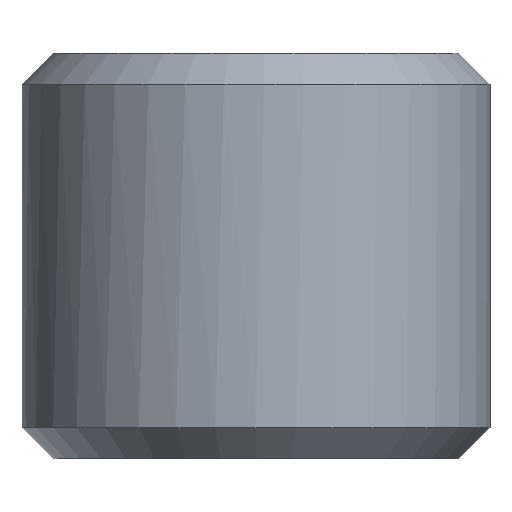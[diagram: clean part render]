
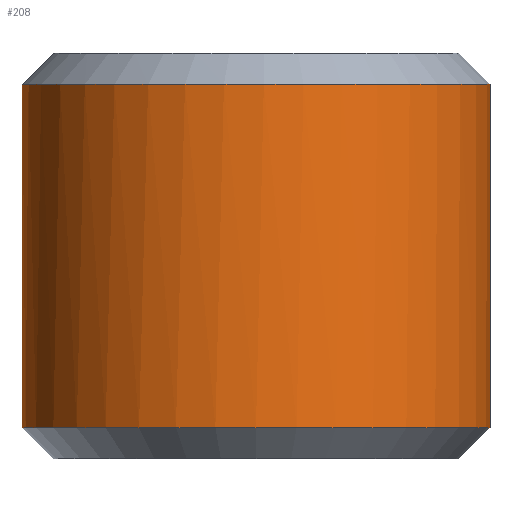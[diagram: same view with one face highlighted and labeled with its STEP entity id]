
A CAD part, front view. The second image highlights one B-rep face of the part: STEP entity #208.
In plain terms, the highlighted cylindrical face has radius 7.5 mm (diameter 15 mm), a full revolution.
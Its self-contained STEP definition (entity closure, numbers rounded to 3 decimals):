
#17=CYLINDRICAL_SURFACE('',#228,7.5);
#33=FACE_OUTER_BOUND('',#48,.T.);
#48=EDGE_LOOP('',(#155,#156,#157,#158,#159,#160,#161));
#62=LINE('',#333,#77);
#77=VECTOR('',#270,7.5);
#92=CIRCLE('',#224,7.5);
#93=CIRCLE('',#225,7.5);
#95=CIRCLE('',#229,7.5);
#96=CIRCLE('',#230,7.5);
#97=CIRCLE('',#231,7.5);
#103=VERTEX_POINT('',#318);
#104=VERTEX_POINT('',#320);
#106=VERTEX_POINT('',#327);
#107=VERTEX_POINT('',#328);
#108=VERTEX_POINT('',#330);
#122=EDGE_CURVE('',#103,#104,#92,.T.);
#123=EDGE_CURVE('',#104,#103,#93,.T.);
#125=EDGE_CURVE('',#106,#107,#95,.T.);
#126=EDGE_CURVE('',#108,#106,#96,.T.);
#127=EDGE_CURVE('',#107,#108,#97,.T.);
#128=EDGE_CURVE('',#107,#104,#62,.T.);
#155=ORIENTED_EDGE('',*,*,#125,.F.);
#156=ORIENTED_EDGE('',*,*,#126,.F.);
#157=ORIENTED_EDGE('',*,*,#127,.F.);
#158=ORIENTED_EDGE('',*,*,#128,.T.);
#159=ORIENTED_EDGE('',*,*,#122,.F.);
#160=ORIENTED_EDGE('',*,*,#123,.F.);
#161=ORIENTED_EDGE('',*,*,#128,.F.);
#208=ADVANCED_FACE('',(#33),#17,.T.);
#224=AXIS2_PLACEMENT_3D('',#321,#254,#255);
#225=AXIS2_PLACEMENT_3D('',#322,#256,#257);
#228=AXIS2_PLACEMENT_3D('',#326,#262,#263);
#229=AXIS2_PLACEMENT_3D('',#329,#264,#265);
#230=AXIS2_PLACEMENT_3D('',#331,#266,#267);
#231=AXIS2_PLACEMENT_3D('',#332,#268,#269);
#254=DIRECTION('center_axis',(0.,0.,-1.));
#255=DIRECTION('ref_axis',(1.,0.,0.));
#256=DIRECTION('center_axis',(0.,0.,-1.));
#257=DIRECTION('ref_axis',(1.,0.,0.));
#262=DIRECTION('center_axis',(0.,0.,1.));
#263=DIRECTION('ref_axis',(-1.,0.,0.));
#264=DIRECTION('center_axis',(0.,0.,1.));
#265=DIRECTION('ref_axis',(-1.,0.,0.));
#266=DIRECTION('center_axis',(0.,0.,1.));
#267=DIRECTION('ref_axis',(-1.,0.,0.));
#268=DIRECTION('center_axis',(0.,0.,1.));
#269=DIRECTION('ref_axis',(-1.,0.,0.));
#270=DIRECTION('',(0.,0.,-1.));
#318=CARTESIAN_POINT('',(-7.5,-7.119,10.346));
#320=CARTESIAN_POINT('',(7.5,-7.119,10.346));
#321=CARTESIAN_POINT('Origin',(0.,-7.119,10.346));
#322=CARTESIAN_POINT('Origin',(0.,-7.119,10.346));
#326=CARTESIAN_POINT('Origin',(0.,-7.119,14.346));
#327=CARTESIAN_POINT('',(-7.483,-7.619,21.346));
#328=CARTESIAN_POINT('',(7.5,-7.119,21.346));
#329=CARTESIAN_POINT('Origin',(0.,-7.119,21.346));
#330=CARTESIAN_POINT('',(-7.483,-6.619,21.346));
#331=CARTESIAN_POINT('Origin',(0.,-7.119,21.346));
#332=CARTESIAN_POINT('Origin',(0.,-7.119,21.346));
#333=CARTESIAN_POINT('',(7.5,-7.119,14.346));
